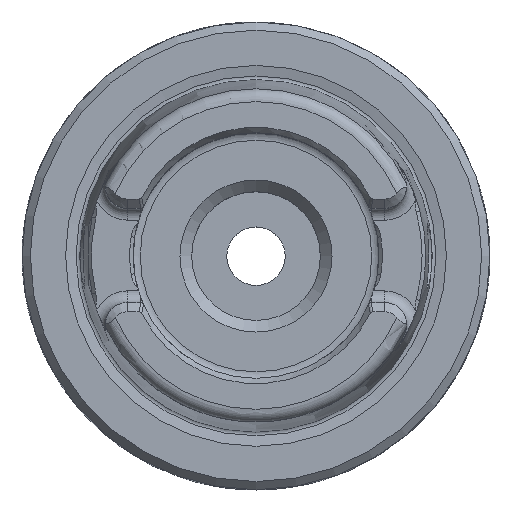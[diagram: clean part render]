
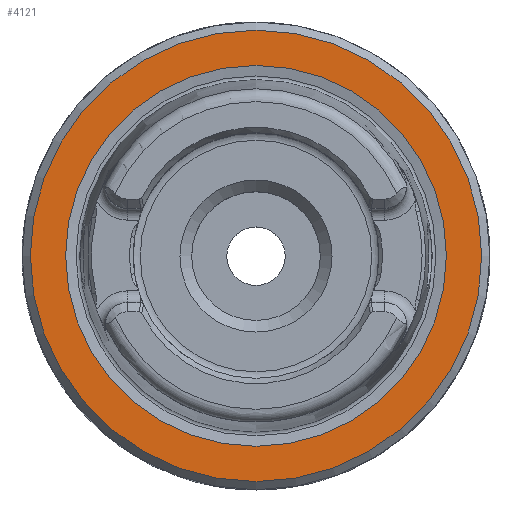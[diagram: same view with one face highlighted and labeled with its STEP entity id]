
A CAD part, top view. The second image highlights one B-rep face of the part: STEP entity #4121.
In plain terms, the highlighted planar face has unit normal (0, 0, 1).
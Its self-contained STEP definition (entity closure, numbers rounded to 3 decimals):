
#144=FACE_BOUND('',#925,.T.);
#215=PLANE('',#4545);
#395=CIRCLE('',#4544,19.3);
#396=CIRCLE('',#4546,16.285);
#681=FACE_OUTER_BOUND('',#924,.T.);
#924=EDGE_LOOP('',(#3849));
#925=EDGE_LOOP('',(#3850));
#1979=VERTEX_POINT('',#9070);
#1980=VERTEX_POINT('',#9074);
#2603=EDGE_CURVE('',#1979,#1979,#395,.T.);
#2605=EDGE_CURVE('',#1980,#1980,#396,.T.);
#3849=ORIENTED_EDGE('',*,*,#2603,.T.);
#3850=ORIENTED_EDGE('',*,*,#2605,.F.);
#4121=ADVANCED_FACE('',(#681,#144),#215,.T.);
#4544=AXIS2_PLACEMENT_3D('',#9071,#5590,#5591);
#4545=AXIS2_PLACEMENT_3D('',#9073,#5593,#5594);
#4546=AXIS2_PLACEMENT_3D('',#9075,#5595,#5596);
#5590=DIRECTION('center_axis',(0.,0.,1.));
#5591=DIRECTION('ref_axis',(1.,0.,0.));
#5593=DIRECTION('center_axis',(0.,0.,1.));
#5594=DIRECTION('ref_axis',(-1.,0.,0.));
#5595=DIRECTION('center_axis',(0.,0.,1.));
#5596=DIRECTION('ref_axis',(1.,0.,0.));
#9070=CARTESIAN_POINT('',(0.,19.3,0.));
#9071=CARTESIAN_POINT('Origin',(0.,0.,0.));
#9073=CARTESIAN_POINT('Origin',(0.,-16.285,0.));
#9074=CARTESIAN_POINT('',(0.,16.285,0.));
#9075=CARTESIAN_POINT('Origin',(0.,0.,0.));
